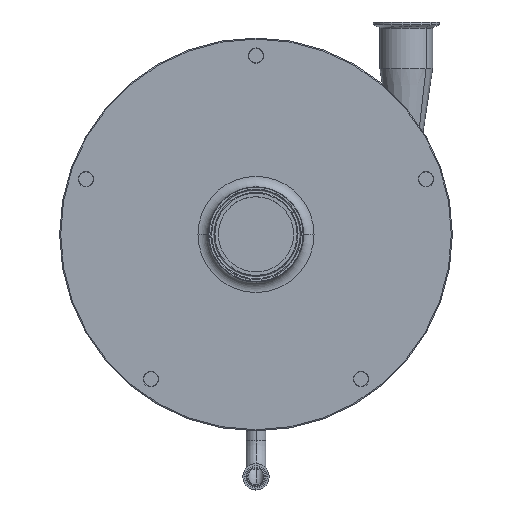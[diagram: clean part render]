
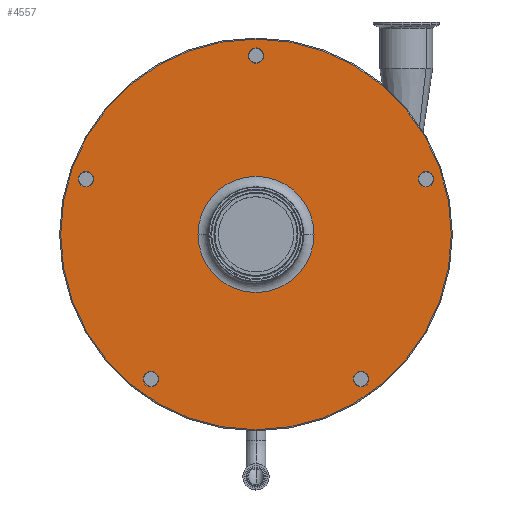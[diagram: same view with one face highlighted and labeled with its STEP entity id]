
A CAD part, top view. The second image highlights one B-rep face of the part: STEP entity #4557.
In plain terms, the highlighted planar face has unit normal (0, 0, 1).
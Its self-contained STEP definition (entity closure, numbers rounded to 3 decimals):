
#156 = CARTESIAN_POINT ( 'NONE',  ( -164.057, 53.305, 29.5 ) ) ;
#183 = VERTEX_POINT ( 'NONE', #1527 ) ;
#223 = CIRCLE ( 'NONE', #565, 7.5 ) ;
#234 = CIRCLE ( 'NONE', #4181, 7.5 ) ;
#250 = AXIS2_PLACEMENT_3D ( 'NONE', #4797, #3576, #459 ) ;
#344 = CARTESIAN_POINT ( 'NONE',  ( 164.057, 53.305, 29.5 ) ) ;
#351 = CARTESIAN_POINT ( 'NONE',  ( 0., 0., 29.5 ) ) ;
#374 = AXIS2_PLACEMENT_3D ( 'NONE', #3258, #1581, #2779 ) ;
#431 = DIRECTION ( 'NONE',  ( 0., -1., 0. ) ) ;
#459 = DIRECTION ( 'NONE',  ( -1., 0., 0. ) ) ;
#474 = CARTESIAN_POINT ( 'NONE',  ( 101.393, -139.555, 29.5 ) ) ;
#549 = EDGE_CURVE ( 'NONE', #4176, #6335, #223, .T. ) ;
#565 = AXIS2_PLACEMENT_3D ( 'NONE', #5788, #3109, #431 ) ;
#585 = CARTESIAN_POINT ( 'NONE',  ( 188.5, 0., 29.5 ) ) ;
#684 = EDGE_LOOP ( 'NONE', ( #2046, #3546 ) ) ;
#705 = AXIS2_PLACEMENT_3D ( 'NONE', #351, #3005, #6793 ) ;
#728 = DIRECTION ( 'NONE',  ( 1., 0., 0. ) ) ;
#892 = CARTESIAN_POINT ( 'NONE',  ( 56., 0., 29.5 ) ) ;
#893 = EDGE_CURVE ( 'NONE', #2120, #6356, #4178, .T. ) ;
#915 = AXIS2_PLACEMENT_3D ( 'NONE', #1135, #6582, #2768 ) ;
#960 = CIRCLE ( 'NONE', #1289, 7.5 ) ;
#1063 = PLANE ( 'NONE',  #6901 ) ;
#1101 = EDGE_CURVE ( 'NONE', #6040, #3790, #234, .T. ) ;
#1113 = DIRECTION ( 'NONE',  ( 0., -1., 0. ) ) ;
#1135 = CARTESIAN_POINT ( 'NONE',  ( -101.393, -139.555, 29.5 ) ) ;
#1145 = EDGE_CURVE ( 'NONE', #3322, #3049, #4965, .T. ) ;
#1239 = DIRECTION ( 'NONE',  ( 1., 0., 0. ) ) ;
#1283 = AXIS2_PLACEMENT_3D ( 'NONE', #4866, #2801, #1239 ) ;
#1289 = AXIS2_PLACEMENT_3D ( 'NONE', #474, #5797, #5343 ) ;
#1299 = ORIENTED_EDGE ( 'NONE', *, *, #1323, .F. ) ;
#1323 = EDGE_CURVE ( 'NONE', #2736, #1672, #1723, .T. ) ;
#1351 = EDGE_CURVE ( 'NONE', #4060, #6024, #2949, .T. ) ;
#1352 = DIRECTION ( 'NONE',  ( -1., 0., 0. ) ) ;
#1382 = CIRCLE ( 'NONE', #6651, 7.5 ) ;
#1409 = CARTESIAN_POINT ( 'NONE',  ( -188.5, 0., 29.5 ) ) ;
#1437 = DIRECTION ( 'NONE',  ( 0., 0., 1. ) ) ;
#1455 = EDGE_LOOP ( 'NONE', ( #3068, #4229 ) ) ;
#1514 = ORIENTED_EDGE ( 'NONE', *, *, #6905, .F. ) ;
#1527 = CARTESIAN_POINT ( 'NONE',  ( -56., 0., 29.5 ) ) ;
#1541 = EDGE_CURVE ( 'NONE', #183, #6332, #2177, .T. ) ;
#1581 = DIRECTION ( 'NONE',  ( 0., 0., 1. ) ) ;
#1599 = DIRECTION ( 'NONE',  ( -1., 0., 0. ) ) ;
#1672 = VERTEX_POINT ( 'NONE', #5398 ) ;
#1706 = FACE_BOUND ( 'NONE', #5826, .T. ) ;
#1723 = CIRCLE ( 'NONE', #4971, 7.5 ) ;
#1764 = EDGE_CURVE ( 'NONE', #1672, #2736, #1382, .T. ) ;
#1919 = DIRECTION ( 'NONE',  ( 0., 0., 1. ) ) ;
#1990 = CARTESIAN_POINT ( 'NONE',  ( 164.057, 45.805, 29.5 ) ) ;
#2046 = ORIENTED_EDGE ( 'NONE', *, *, #4863, .F. ) ;
#2120 = VERTEX_POINT ( 'NONE', #5533 ) ;
#2177 = CIRCLE ( 'NONE', #3177, 56. ) ;
#2213 = ORIENTED_EDGE ( 'NONE', *, *, #1764, .F. ) ;
#2540 = CARTESIAN_POINT ( 'NONE',  ( 0., 0., 29.5 ) ) ;
#2571 = CARTESIAN_POINT ( 'NONE',  ( -164.057, 53.305, 29.5 ) ) ;
#2661 = FACE_BOUND ( 'NONE', #4494, .T. ) ;
#2733 = CIRCLE ( 'NONE', #250, 56. ) ;
#2736 = VERTEX_POINT ( 'NONE', #2936 ) ;
#2741 = DIRECTION ( 'NONE',  ( 0., 0., 1. ) ) ;
#2751 = CIRCLE ( 'NONE', #374, 7.5 ) ;
#2768 = DIRECTION ( 'NONE',  ( 0., -1., 0. ) ) ;
#2779 = DIRECTION ( 'NONE',  ( 0., -1., 0. ) ) ;
#2801 = DIRECTION ( 'NONE',  ( 0., 0., 1. ) ) ;
#2845 = EDGE_CURVE ( 'NONE', #6332, #183, #2733, .T. ) ;
#2896 = CARTESIAN_POINT ( 'NONE',  ( -101.393, -139.555, 29.5 ) ) ;
#2936 = CARTESIAN_POINT ( 'NONE',  ( -164.057, 60.805, 29.5 ) ) ;
#2949 = CIRCLE ( 'NONE', #6767, 188.5 ) ;
#2992 = DIRECTION ( 'NONE',  ( 0., 0., 1. ) ) ;
#3005 = DIRECTION ( 'NONE',  ( 0., 0., 1. ) ) ;
#3049 = VERTEX_POINT ( 'NONE', #4304 ) ;
#3068 = ORIENTED_EDGE ( 'NONE', *, *, #5457, .F. ) ;
#3077 = EDGE_LOOP ( 'NONE', ( #6792, #1514 ) ) ;
#3109 = DIRECTION ( 'NONE',  ( 0., 0., 1. ) ) ;
#3175 = FACE_BOUND ( 'NONE', #5113, .T. ) ;
#3177 = AXIS2_PLACEMENT_3D ( 'NONE', #3413, #4579, #4540 ) ;
#3258 = CARTESIAN_POINT ( 'NONE',  ( 164.057, 53.305, 29.5 ) ) ;
#3295 = ORIENTED_EDGE ( 'NONE', *, *, #2845, .T. ) ;
#3322 = VERTEX_POINT ( 'NONE', #4720 ) ;
#3351 = DIRECTION ( 'NONE',  ( 0., 0., 1. ) ) ;
#3413 = CARTESIAN_POINT ( 'NONE',  ( 0., 0., 29.5 ) ) ;
#3444 = CARTESIAN_POINT ( 'NONE',  ( 0., 172.5, 29.5 ) ) ;
#3505 = CARTESIAN_POINT ( 'NONE',  ( 101.393, -147.055, 29.5 ) ) ;
#3515 = EDGE_CURVE ( 'NONE', #6024, #4060, #6882, .T. ) ;
#3546 = ORIENTED_EDGE ( 'NONE', *, *, #549, .F. ) ;
#3557 = CARTESIAN_POINT ( 'NONE',  ( 101.393, -132.055, 29.5 ) ) ;
#3576 = DIRECTION ( 'NONE',  ( 0., 0., -1. ) ) ;
#3592 = DIRECTION ( 'NONE',  ( 0., -1., 0. ) ) ;
#3746 = FACE_BOUND ( 'NONE', #684, .T. ) ;
#3790 = VERTEX_POINT ( 'NONE', #5980 ) ;
#3845 = FACE_BOUND ( 'NONE', #3077, .T. ) ;
#3860 = ORIENTED_EDGE ( 'NONE', *, *, #4260, .F. ) ;
#4060 = VERTEX_POINT ( 'NONE', #585 ) ;
#4176 = VERTEX_POINT ( 'NONE', #3557 ) ;
#4178 = CIRCLE ( 'NONE', #4404, 7.5 ) ;
#4181 = AXIS2_PLACEMENT_3D ( 'NONE', #344, #1437, #3592 ) ;
#4229 = ORIENTED_EDGE ( 'NONE', *, *, #1145, .F. ) ;
#4260 = EDGE_CURVE ( 'NONE', #6356, #2120, #6895, .T. ) ;
#4304 = CARTESIAN_POINT ( 'NONE',  ( -101.393, -147.055, 29.5 ) ) ;
#4404 = AXIS2_PLACEMENT_3D ( 'NONE', #3444, #1919, #728 ) ;
#4471 = CIRCLE ( 'NONE', #4802, 7.5 ) ;
#4494 = EDGE_LOOP ( 'NONE', ( #5986, #3295 ) ) ;
#4540 = DIRECTION ( 'NONE',  ( -1., 0., 0. ) ) ;
#4557 = ADVANCED_FACE ( 'NONE', ( #3175, #5944, #3746, #3845, #1706, #5982, #2661 ), #1063, .F. ) ;
#4579 = DIRECTION ( 'NONE',  ( 0., 0., -1. ) ) ;
#4684 = DIRECTION ( 'NONE',  ( 0., 0., 1. ) ) ;
#4720 = CARTESIAN_POINT ( 'NONE',  ( -101.393, -132.055, 29.5 ) ) ;
#4796 = DIRECTION ( 'NONE',  ( 0., 0., -1. ) ) ;
#4797 = CARTESIAN_POINT ( 'NONE',  ( 0., 0., 29.5 ) ) ;
#4802 = AXIS2_PLACEMENT_3D ( 'NONE', #2896, #3351, #5420 ) ;
#4863 = EDGE_CURVE ( 'NONE', #6335, #4176, #960, .T. ) ;
#4866 = CARTESIAN_POINT ( 'NONE',  ( 0., 172.5, 29.5 ) ) ;
#4965 = CIRCLE ( 'NONE', #915, 7.5 ) ;
#4971 = AXIS2_PLACEMENT_3D ( 'NONE', #2571, #2992, #5724 ) ;
#5113 = EDGE_LOOP ( 'NONE', ( #2213, #1299 ) ) ;
#5343 = DIRECTION ( 'NONE',  ( 0., -1., 0. ) ) ;
#5398 = CARTESIAN_POINT ( 'NONE',  ( -164.057, 45.805, 29.5 ) ) ;
#5420 = DIRECTION ( 'NONE',  ( 0., -1., 0. ) ) ;
#5457 = EDGE_CURVE ( 'NONE', #3049, #3322, #4471, .T. ) ;
#5533 = CARTESIAN_POINT ( 'NONE',  ( 7.5, 172.5, 29.5 ) ) ;
#5602 = EDGE_LOOP ( 'NONE', ( #6477, #6317 ) ) ;
#5650 = ORIENTED_EDGE ( 'NONE', *, *, #893, .F. ) ;
#5685 = CARTESIAN_POINT ( 'NONE',  ( -7.5, 172.5, 29.5 ) ) ;
#5724 = DIRECTION ( 'NONE',  ( 0., -1., 0. ) ) ;
#5788 = CARTESIAN_POINT ( 'NONE',  ( 101.393, -139.555, 29.5 ) ) ;
#5797 = DIRECTION ( 'NONE',  ( 0., 0., 1. ) ) ;
#5826 = EDGE_LOOP ( 'NONE', ( #5650, #3860 ) ) ;
#5915 = CARTESIAN_POINT ( 'NONE',  ( 0., 189.5, 29.5 ) ) ;
#5944 = FACE_BOUND ( 'NONE', #1455, .T. ) ;
#5980 = CARTESIAN_POINT ( 'NONE',  ( 164.057, 60.805, 29.5 ) ) ;
#5982 = FACE_OUTER_BOUND ( 'NONE', #5602, .T. ) ;
#5986 = ORIENTED_EDGE ( 'NONE', *, *, #1541, .T. ) ;
#6024 = VERTEX_POINT ( 'NONE', #1409 ) ;
#6040 = VERTEX_POINT ( 'NONE', #1990 ) ;
#6317 = ORIENTED_EDGE ( 'NONE', *, *, #1351, .T. ) ;
#6332 = VERTEX_POINT ( 'NONE', #892 ) ;
#6335 = VERTEX_POINT ( 'NONE', #3505 ) ;
#6356 = VERTEX_POINT ( 'NONE', #5685 ) ;
#6477 = ORIENTED_EDGE ( 'NONE', *, *, #3515, .T. ) ;
#6582 = DIRECTION ( 'NONE',  ( 0., 0., 1. ) ) ;
#6651 = AXIS2_PLACEMENT_3D ( 'NONE', #156, #2741, #1113 ) ;
#6767 = AXIS2_PLACEMENT_3D ( 'NONE', #2540, #4684, #1352 ) ;
#6792 = ORIENTED_EDGE ( 'NONE', *, *, #1101, .F. ) ;
#6793 = DIRECTION ( 'NONE',  ( -1., 0., 0. ) ) ;
#6882 = CIRCLE ( 'NONE', #705, 188.5 ) ;
#6895 = CIRCLE ( 'NONE', #1283, 7.5 ) ;
#6901 = AXIS2_PLACEMENT_3D ( 'NONE', #5915, #4796, #1599 ) ;
#6905 = EDGE_CURVE ( 'NONE', #3790, #6040, #2751, .T. ) ;
